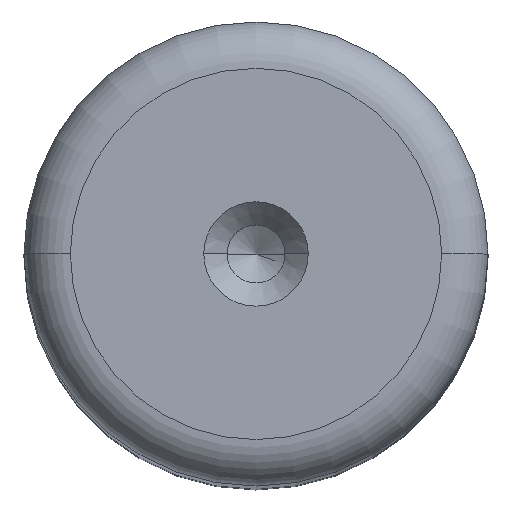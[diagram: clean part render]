
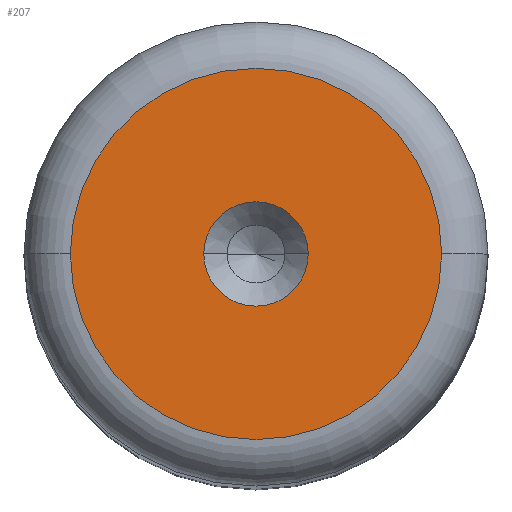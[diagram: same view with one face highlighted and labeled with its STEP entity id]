
A CAD part, top view. The second image highlights one B-rep face of the part: STEP entity #207.
In plain terms, the highlighted planar face has unit normal (0, 0, 1).
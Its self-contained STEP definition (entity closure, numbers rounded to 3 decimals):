
#10 = VERTEX_POINT ( 'NONE', #975 ) ;
#36 = FACE_BOUND ( 'NONE', #356, .T. ) ;
#66 = DIRECTION ( 'NONE',  ( 1., 0., 0. ) ) ;
#106 = CARTESIAN_POINT ( 'NONE',  ( 0., 0., 100. ) ) ;
#207 = ADVANCED_FACE ( 'NONE', ( #36, #1531 ), #644, .T. ) ;
#236 = DIRECTION ( 'NONE',  ( 1., 0., 0. ) ) ;
#308 = AXIS2_PLACEMENT_3D ( 'NONE', #1551, #833, #66 ) ;
#327 = ORIENTED_EDGE ( 'NONE', *, *, #1215, .T. ) ;
#356 = EDGE_LOOP ( 'NONE', ( #808, #1049 ) ) ;
#384 = DIRECTION ( 'NONE',  ( 1., 0., 0. ) ) ;
#394 = DIRECTION ( 'NONE',  ( 0., 0., 1. ) ) ;
#410 = CARTESIAN_POINT ( 'NONE',  ( 0., 0., 100. ) ) ;
#420 = CARTESIAN_POINT ( 'NONE',  ( 2.25, 0., 100. ) ) ;
#440 = VERTEX_POINT ( 'NONE', #932 ) ;
#462 = AXIS2_PLACEMENT_3D ( 'NONE', #106, #996, #236 ) ;
#493 = DIRECTION ( 'NONE',  ( 0., 0., 1. ) ) ;
#528 = DIRECTION ( 'NONE',  ( 1., 0., 0. ) ) ;
#606 = CARTESIAN_POINT ( 'NONE',  ( -8., 0., 100. ) ) ;
#612 = ORIENTED_EDGE ( 'NONE', *, *, #678, .T. ) ;
#616 = VERTEX_POINT ( 'NONE', #606 ) ;
#644 = PLANE ( 'NONE',  #1203 ) ;
#678 = EDGE_CURVE ( 'NONE', #616, #10, #1310, .T. ) ;
#690 = EDGE_CURVE ( 'NONE', #440, #883, #767, .T. ) ;
#741 = CARTESIAN_POINT ( 'NONE',  ( 0., 0., 100. ) ) ;
#767 = CIRCLE ( 'NONE', #1525, 2.25 ) ;
#808 = ORIENTED_EDGE ( 'NONE', *, *, #1385, .F. ) ;
#833 = DIRECTION ( 'NONE',  ( 0., 0., 1. ) ) ;
#883 = VERTEX_POINT ( 'NONE', #420 ) ;
#904 = CIRCLE ( 'NONE', #308, 8. ) ;
#932 = CARTESIAN_POINT ( 'NONE',  ( -2.25, 0., 100. ) ) ;
#975 = CARTESIAN_POINT ( 'NONE',  ( 8., 0., 100. ) ) ;
#996 = DIRECTION ( 'NONE',  ( 0., 0., 1. ) ) ;
#1049 = ORIENTED_EDGE ( 'NONE', *, *, #690, .F. ) ;
#1203 = AXIS2_PLACEMENT_3D ( 'NONE', #741, #394, #384 ) ;
#1215 = EDGE_CURVE ( 'NONE', #10, #616, #904, .T. ) ;
#1225 = CARTESIAN_POINT ( 'NONE',  ( 0., 0., 100. ) ) ;
#1263 = DIRECTION ( 'NONE',  ( 0., 0., 1. ) ) ;
#1310 = CIRCLE ( 'NONE', #462, 8. ) ;
#1347 = DIRECTION ( 'NONE',  ( 1., 0., 0. ) ) ;
#1380 = AXIS2_PLACEMENT_3D ( 'NONE', #410, #1263, #528 ) ;
#1385 = EDGE_CURVE ( 'NONE', #883, #440, #1387, .T. ) ;
#1387 = CIRCLE ( 'NONE', #1380, 2.25 ) ;
#1525 = AXIS2_PLACEMENT_3D ( 'NONE', #1225, #493, #1347 ) ;
#1531 = FACE_OUTER_BOUND ( 'NONE', #1535, .T. ) ;
#1535 = EDGE_LOOP ( 'NONE', ( #327, #612 ) ) ;
#1551 = CARTESIAN_POINT ( 'NONE',  ( 0., 0., 100. ) ) ;
